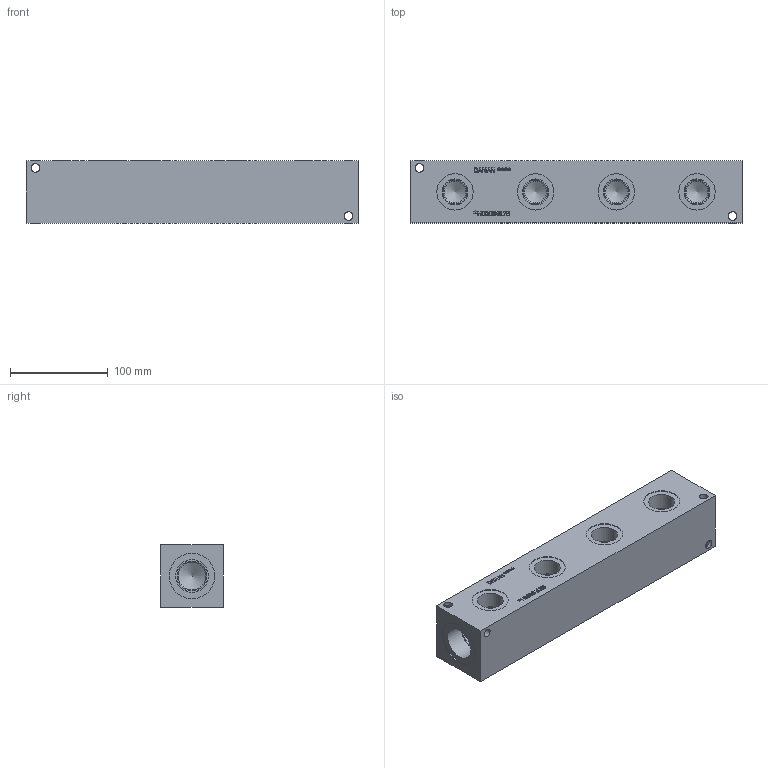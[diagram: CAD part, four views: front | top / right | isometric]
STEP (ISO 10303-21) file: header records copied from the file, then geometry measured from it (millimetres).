
FILE_DESCRIPTION(/* description */ (''),/* implementation_level */ '2;1');
FILE_NAME(/* name */ '_H0000412B.stp',/* time_stamp */ '2020-06-01T10:21:42-04:00',/* author */ ('devonn'),/* organization */ (''),/* preprocessor_version */ 'ST-DEVELOPER v17',/* originating_system */ 'Autodesk Inventor 2019',/* authorisation */ '');
FILE_SCHEMA (('AUTOMOTIVE_DESIGN { 1 0 10303 214 3 1 1 }'));
Length unit declared in the file: millimetre
Products named in the file (1): Part_AH0000412B.C13054R0_3D
Bounding box: 339.73 x 63.5 x 63.5 mm (x, y, z)
Volume: 1245373.1 mm3; surface area: 115305.2 mm2
Topology: 1 solids, 1 shells, 366 faces, 999 edges, 672 vertices
Faces by surface type: plane 240, bspline 82, cylinder 32, cone 12
Full cylindrical faces by diameter (mm): 8.738 x8, 22.225 x4, 24.409 x4, 26.543 x4, 28.575 x2, 30.632 x2, 33.401 x2, 37.109 x4, 46.558 x2
Entity records: 12279 total; most frequent: CARTESIAN_POINT 3098, ORIENTED_EDGE 1986, DIRECTION 1511, EDGE_CURVE 993, LINE 717, VECTOR 717, VERTEX_POINT 672, EDGE_LOOP 421
